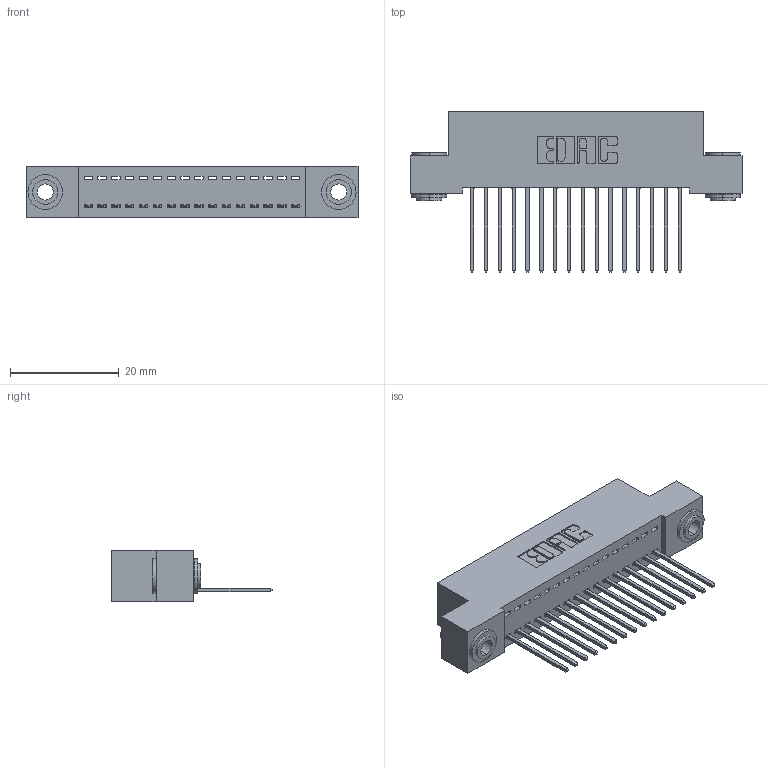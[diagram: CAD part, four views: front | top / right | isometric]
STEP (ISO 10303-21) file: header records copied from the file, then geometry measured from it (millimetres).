
FILE_DESCRIPTION (( 'STEP AP203' ), '1' );
FILE_NAME ('342-016-540-103.STEP', '2019-10-01T18:50:32', ( '' ), ( '' ), 'SwSTEP 2.0', 'SolidWorks 2016', '' );
FILE_SCHEMA (( 'CONFIG_CONTROL_DESIGN' ));
Length unit declared in the file: inch
Products named in the file (4): 342 Part_.156 TH; 345-292-001_345-293-140; 342-250-002_345-250-002-102; 342-016-540-103
Assembly tree (19 placements, depth 2):
  342-016-540-103
    342 Part_.156 TH
    345-292-001_345-293-140  x16
    342-250-002_345-250-002-102  x2
Bounding box: 60.96 x 29.47 x 9.4 mm (x, y, z)
Volume: 5293.7 mm3; surface area: 7664.1 mm2
Topology: 19 solids, 19 shells, 1076 faces, 3191 edges, 2102 vertices
Faces by surface type: plane 748, cylinder 320, cone 8
Entity records: 13680 total; most frequent: CARTESIAN_POINT 2341, ORIENTED_EDGE 2286, DIRECTION 2061, EDGE_CURVE 1143, LINE 991, VECTOR 991, VERTEX_POINT 758, AXIS2_PLACEMENT_3D 535
